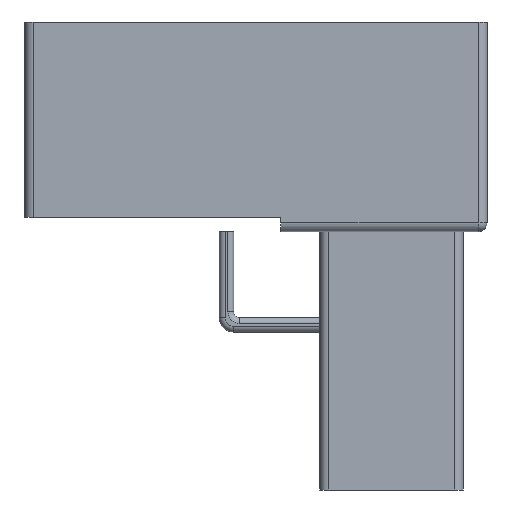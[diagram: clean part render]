
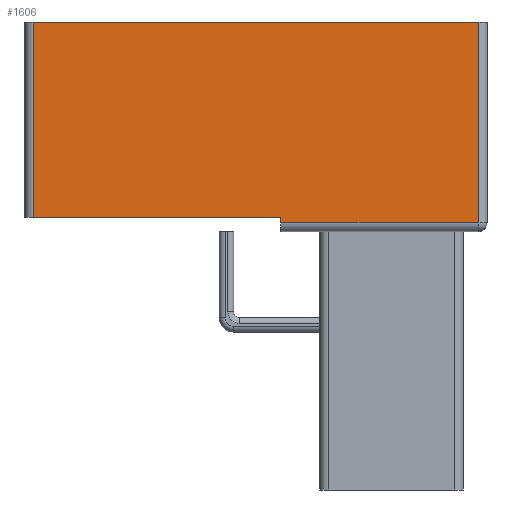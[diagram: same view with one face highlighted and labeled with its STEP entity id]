
A CAD part, front view. The second image highlights one B-rep face of the part: STEP entity #1606.
In plain terms, the highlighted planar face has unit normal (0, -1, 0).
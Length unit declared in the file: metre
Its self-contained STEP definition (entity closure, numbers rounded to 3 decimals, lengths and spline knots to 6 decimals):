
#251=ORIENTED_EDGE('',*,*,#694,.F.);
#252=ORIENTED_EDGE('',*,*,#695,.T.);
#253=ORIENTED_EDGE('',*,*,#696,.T.);
#254=ORIENTED_EDGE('',*,*,#697,.T.);
#255=ORIENTED_EDGE('',*,*,#698,.T.);
#256=ORIENTED_EDGE('',*,*,#699,.F.);
#694=EDGE_CURVE('',#908,#909,#1063,.T.);
#695=EDGE_CURVE('',#908,#910,#1064,.F.);
#696=EDGE_CURVE('',#910,#911,#1065,.F.);
#697=EDGE_CURVE('',#911,#912,#1066,.T.);
#698=EDGE_CURVE('',#912,#913,#1067,.T.);
#699=EDGE_CURVE('',#909,#913,#1068,.T.);
#908=VERTEX_POINT('',#2598);
#909=VERTEX_POINT('',#2599);
#910=VERTEX_POINT('',#2601);
#911=VERTEX_POINT('',#2603);
#912=VERTEX_POINT('',#2605);
#913=VERTEX_POINT('',#2607);
#1063=LINE('',#2597,#1222);
#1064=LINE('',#2600,#1223);
#1065=LINE('',#2602,#1224);
#1066=LINE('',#2604,#1225);
#1067=LINE('',#2606,#1226);
#1068=LINE('',#2608,#1227);
#1222=VECTOR('',#2033,1.);
#1223=VECTOR('',#2034,1.);
#1224=VECTOR('',#2035,1.);
#1225=VECTOR('',#2036,1.);
#1226=VECTOR('',#2037,1.);
#1227=VECTOR('',#2038,1.);
#1302=EDGE_LOOP('',(#251,#252,#253,#254,#255,#256));
#1427=FACE_BOUND('',#1302,.T.);
#1547=PLANE('',#1733);
#1606=ADVANCED_FACE('',(#1427),#1547,.T.);
#1733=AXIS2_PLACEMENT_3D('',#2596,#2031,#2032);
#2031=DIRECTION('',(0.,-1.,0.));
#2032=DIRECTION('',(1.,0.,0.));
#2033=DIRECTION('',(0.,0.,1.));
#2034=DIRECTION('',(-1.,0.,0.));
#2035=DIRECTION('',(0.,0.,-1.));
#2036=DIRECTION('',(-1.,0.,0.));
#2037=DIRECTION('',(0.,0.,-1.));
#2038=DIRECTION('',(-1.,0.,0.));
#2596=CARTESIAN_POINT('',(0.,-0.037,0.02));
#2597=CARTESIAN_POINT('',(0.03959,-0.037,-0.053));
#2598=CARTESIAN_POINT('',(0.03959,-0.037,-0.05));
#2599=CARTESIAN_POINT('',(0.03959,-0.037,-0.048));
#2600=CARTESIAN_POINT('',(0.,-0.037,-0.05));
#2601=CARTESIAN_POINT('',(0.1085,-0.037,-0.05));
#2602=CARTESIAN_POINT('',(0.1085,-0.037,0.02));
#2603=CARTESIAN_POINT('',(0.1085,-0.037,0.02));
#2604=CARTESIAN_POINT('',(0.,-0.037,0.02));
#2605=CARTESIAN_POINT('',(-0.0465,-0.037,0.02));
#2606=CARTESIAN_POINT('',(-0.0465,-0.037,-0.048));
#2607=CARTESIAN_POINT('',(-0.0465,-0.037,-0.048));
#2608=CARTESIAN_POINT('',(0.,-0.037,-0.048));
